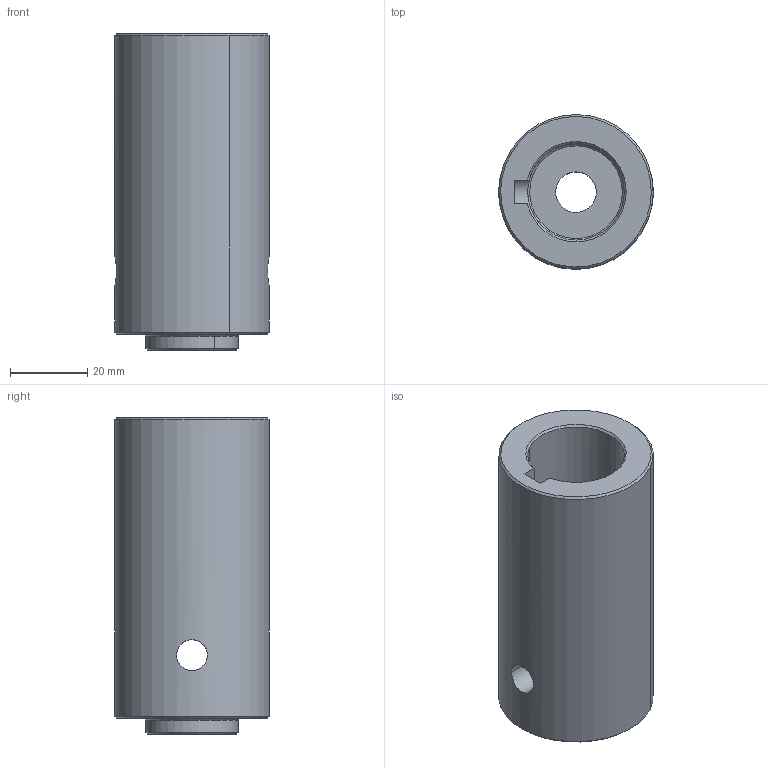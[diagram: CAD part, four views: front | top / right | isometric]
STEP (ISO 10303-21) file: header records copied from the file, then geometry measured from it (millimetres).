
FILE_DESCRIPTION(('CATIA V5 STEP Exchange'),'2;1');
FILE_NAME('axe.stp','2016-04-02T10:33:59+00:00',('KES'),('KES'),'CATIA Version 5 Release 21 GA (IN-10)','CATIA V5 STEP AP214','none');
FILE_SCHEMA(('AUTOMOTIVE_DESIGN { 1 0 10303 214 1 1 1 1 }'));
Length unit declared in the file: millimetre
Products named in the file (1): Axe
Bounding box: 40 x 39.99 x 82 mm (x, y, z)
Volume: 63812.5 mm3; surface area: 18563.3 mm2
Topology: 1 solids, 1 shells, 35 faces, 83 edges, 50 vertices
Faces by surface type: cone 15, cylinder 13, plane 7
Entity records: 1026 total; most frequent: CARTESIAN_POINT 252, ORIENTED_EDGE 166, DIRECTION 122, EDGE_CURVE 83, AXIS2_PLACEMENT_3D 62, VERTEX_POINT 50, EDGE_LOOP 42, VECTOR 35
